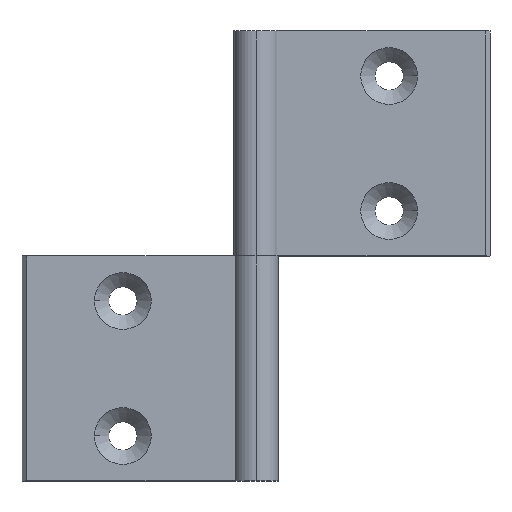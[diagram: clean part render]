
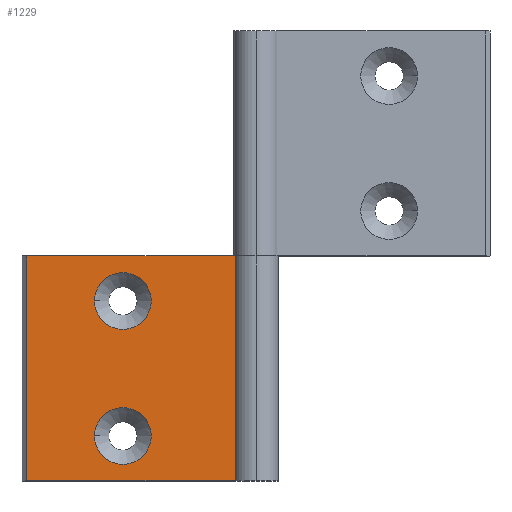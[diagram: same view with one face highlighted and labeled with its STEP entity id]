
A CAD part, top view. The second image highlights one B-rep face of the part: STEP entity #1229.
In plain terms, the highlighted planar face has unit normal (0, 0, 1).
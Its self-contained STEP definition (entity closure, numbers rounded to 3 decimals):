
#30 = DIRECTION ( 'NONE',  ( 1., 0., 0. ) ) ;
#51 = VECTOR ( 'NONE', #806, 1000. ) ;
#94 = DIRECTION ( 'NONE',  ( 1., 0., 0. ) ) ;
#103 = CARTESIAN_POINT ( 'NONE',  ( -51., 25., 2. ) ) ;
#142 = VERTEX_POINT ( 'NONE', #1153 ) ;
#152 = VERTEX_POINT ( 'NONE', #164 ) ;
#164 = CARTESIAN_POINT ( 'NONE',  ( -35.883, 15., 2. ) ) ;
#177 = DIRECTION ( 'NONE',  ( 0., 0., 1. ) ) ;
#210 = VERTEX_POINT ( 'NONE', #1056 ) ;
#253 = LINE ( 'NONE', #473, #740 ) ;
#266 = DIRECTION ( 'NONE',  ( 0., -1., 0. ) ) ;
#291 = FACE_BOUND ( 'NONE', #709, .T. ) ;
#298 = CARTESIAN_POINT ( 'NONE',  ( -51., 25., 2. ) ) ;
#324 = ORIENTED_EDGE ( 'NONE', *, *, #339, .T. ) ;
#339 = EDGE_CURVE ( 'NONE', #1264, #411, #898, .T. ) ;
#377 = FACE_OUTER_BOUND ( 'NONE', #525, .T. ) ;
#385 = PLANE ( 'NONE',  #669 ) ;
#411 = VERTEX_POINT ( 'NONE', #861 ) ;
#420 = ORIENTED_EDGE ( 'NONE', *, *, #1133, .F. ) ;
#439 = AXIS2_PLACEMENT_3D ( 'NONE', #593, #986, #94 ) ;
#473 = CARTESIAN_POINT ( 'NONE',  ( -4.583, 25., 2. ) ) ;
#475 = CARTESIAN_POINT ( 'NONE',  ( -35.883, -15., 2. ) ) ;
#485 = CIRCLE ( 'NONE', #1217, 6.3 ) ;
#525 = EDGE_LOOP ( 'NONE', ( #543, #420, #569, #324 ) ) ;
#543 = ORIENTED_EDGE ( 'NONE', *, *, #1043, .T. ) ;
#552 = EDGE_CURVE ( 'NONE', #210, #620, #1130, .T. ) ;
#569 = ORIENTED_EDGE ( 'NONE', *, *, #1000, .F. ) ;
#593 = CARTESIAN_POINT ( 'NONE',  ( -29.583, -15., 2. ) ) ;
#601 = LINE ( 'NONE', #103, #51 ) ;
#620 = VERTEX_POINT ( 'NONE', #475 ) ;
#646 = CARTESIAN_POINT ( 'NONE',  ( -4.583, 25., 2. ) ) ;
#660 = VECTOR ( 'NONE', #737, 1000. ) ;
#669 = AXIS2_PLACEMENT_3D ( 'NONE', #993, #1095, #877 ) ;
#679 = CARTESIAN_POINT ( 'NONE',  ( -29.583, -15., 2. ) ) ;
#691 = ORIENTED_EDGE ( 'NONE', *, *, #552, .F. ) ;
#692 = CARTESIAN_POINT ( 'NONE',  ( -23.283, 15., 2. ) ) ;
#698 = EDGE_CURVE ( 'NONE', #1249, #152, #1150, .T. ) ;
#709 = EDGE_LOOP ( 'NONE', ( #691, #1004 ) ) ;
#719 = AXIS2_PLACEMENT_3D ( 'NONE', #679, #177, #984 ) ;
#733 = ORIENTED_EDGE ( 'NONE', *, *, #1036, .F. ) ;
#737 = DIRECTION ( 'NONE',  ( 1., 0., 0. ) ) ;
#740 = VECTOR ( 'NONE', #266, 1000. ) ;
#744 = DIRECTION ( 'NONE',  ( 0., 0., 1. ) ) ;
#806 = DIRECTION ( 'NONE',  ( 1., 0., 0. ) ) ;
#832 = CARTESIAN_POINT ( 'NONE',  ( -29.583, 15., 2. ) ) ;
#861 = CARTESIAN_POINT ( 'NONE',  ( -51., -25., 2. ) ) ;
#877 = DIRECTION ( 'NONE',  ( -1., 0., 0. ) ) ;
#898 = LINE ( 'NONE', #1040, #952 ) ;
#935 = DIRECTION ( 'NONE',  ( 0., 0., 1. ) ) ;
#940 = DIRECTION ( 'NONE',  ( 1., 0., 0. ) ) ;
#944 = VERTEX_POINT ( 'NONE', #646 ) ;
#952 = VECTOR ( 'NONE', #1125, 1000. ) ;
#953 = AXIS2_PLACEMENT_3D ( 'NONE', #1134, #744, #940 ) ;
#984 = DIRECTION ( 'NONE',  ( 1., 0., 0. ) ) ;
#986 = DIRECTION ( 'NONE',  ( 0., 0., 1. ) ) ;
#993 = CARTESIAN_POINT ( 'NONE',  ( -51., 25., 2. ) ) ;
#1000 = EDGE_CURVE ( 'NONE', #1264, #944, #601, .T. ) ;
#1004 = ORIENTED_EDGE ( 'NONE', *, *, #1286, .F. ) ;
#1036 = EDGE_CURVE ( 'NONE', #152, #1249, #485, .T. ) ;
#1040 = CARTESIAN_POINT ( 'NONE',  ( -51., 25., 2. ) ) ;
#1043 = EDGE_CURVE ( 'NONE', #411, #142, #1288, .T. ) ;
#1047 = CIRCLE ( 'NONE', #439, 6.3 ) ;
#1056 = CARTESIAN_POINT ( 'NONE',  ( -23.283, -15., 2. ) ) ;
#1095 = DIRECTION ( 'NONE',  ( 0., 0., -1. ) ) ;
#1125 = DIRECTION ( 'NONE',  ( 0., -1., 0. ) ) ;
#1130 = CIRCLE ( 'NONE', #719, 6.3 ) ;
#1133 = EDGE_CURVE ( 'NONE', #944, #142, #253, .T. ) ;
#1134 = CARTESIAN_POINT ( 'NONE',  ( -29.583, 15., 2. ) ) ;
#1150 = CIRCLE ( 'NONE', #953, 6.3 ) ;
#1153 = CARTESIAN_POINT ( 'NONE',  ( -4.583, -25., 2. ) ) ;
#1181 = FACE_BOUND ( 'NONE', #1218, .T. ) ;
#1198 = CARTESIAN_POINT ( 'NONE',  ( -51., -25., 2. ) ) ;
#1217 = AXIS2_PLACEMENT_3D ( 'NONE', #832, #935, #30 ) ;
#1218 = EDGE_LOOP ( 'NONE', ( #1234, #733 ) ) ;
#1229 = ADVANCED_FACE ( 'NONE', ( #1181, #291, #377 ), #385, .F. ) ;
#1234 = ORIENTED_EDGE ( 'NONE', *, *, #698, .F. ) ;
#1249 = VERTEX_POINT ( 'NONE', #692 ) ;
#1264 = VERTEX_POINT ( 'NONE', #298 ) ;
#1286 = EDGE_CURVE ( 'NONE', #620, #210, #1047, .T. ) ;
#1288 = LINE ( 'NONE', #1198, #660 ) ;
